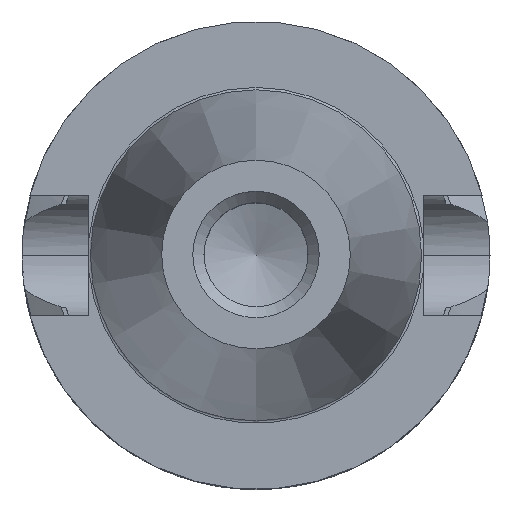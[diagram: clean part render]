
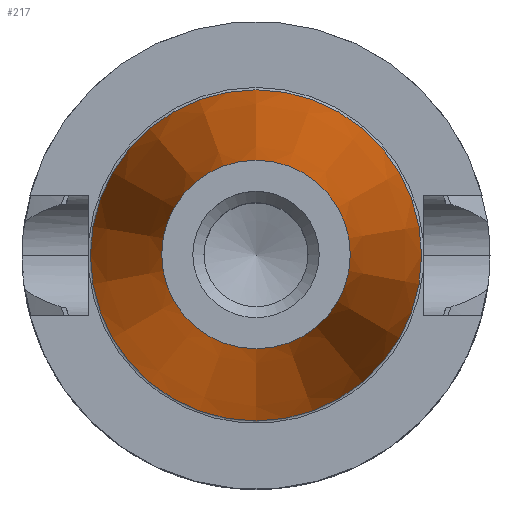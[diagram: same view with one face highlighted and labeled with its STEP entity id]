
A CAD part, top view. The second image highlights one B-rep face of the part: STEP entity #217.
In plain terms, the highlighted conical face has half-angle 8.297 degrees and reference radius 12.717 mm.
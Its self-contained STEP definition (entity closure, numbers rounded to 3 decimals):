
#47=CONICAL_SURFACE('',#896,12.717,8.297);
#217=ADVANCED_FACE('',(#286,#287),#47,.T.);
#286=FACE_BOUND('',#347,.T.);
#287=FACE_BOUND('',#348,.T.);
#347=EDGE_LOOP('',(#480));
#348=EDGE_LOOP('',(#481));
#480=ORIENTED_EDGE('',*,*,#739,.F.);
#481=ORIENTED_EDGE('',*,*,#731,.T.);
#641=VERTEX_POINT('',#1363);
#650=VERTEX_POINT('',#1388);
#731=EDGE_CURVE('',#641,#641,#794,.T.);
#739=EDGE_CURVE('',#650,#650,#802,.T.);
#794=CIRCLE('',#878,22.283);
#802=CIRCLE('',#894,12.687);
#878=AXIS2_PLACEMENT_3D('',#1362,#1046,#1047);
#894=AXIS2_PLACEMENT_3D('',#1387,#1078,#1079);
#896=AXIS2_PLACEMENT_3D('',#1390,#1082,#1083);
#1046=DIRECTION('',(0.,0.,1.));
#1047=DIRECTION('',(0.,1.,0.));
#1078=DIRECTION('',(0.,0.,1.));
#1079=DIRECTION('',(0.,1.,0.));
#1082=DIRECTION('',(0.,0.,-1.));
#1083=DIRECTION('',(0.,-1.,0.));
#1362=CARTESIAN_POINT('',(0.,0.,-0.399));
#1363=CARTESIAN_POINT('',(0.,22.283,-0.399));
#1387=CARTESIAN_POINT('',(0.,0.,65.4));
#1388=CARTESIAN_POINT('',(0.,12.687,65.4));
#1390=CARTESIAN_POINT('',(0.,0.,65.2));
